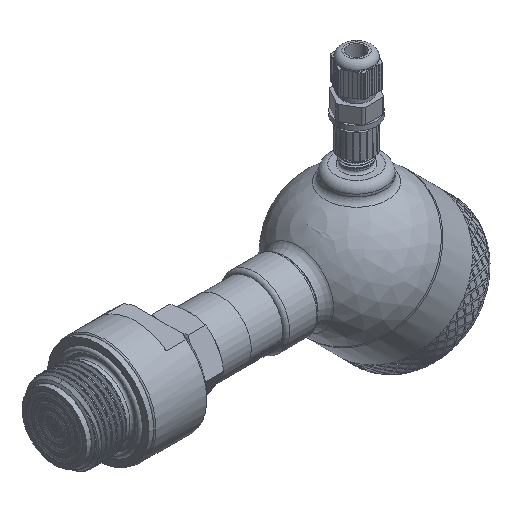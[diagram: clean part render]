
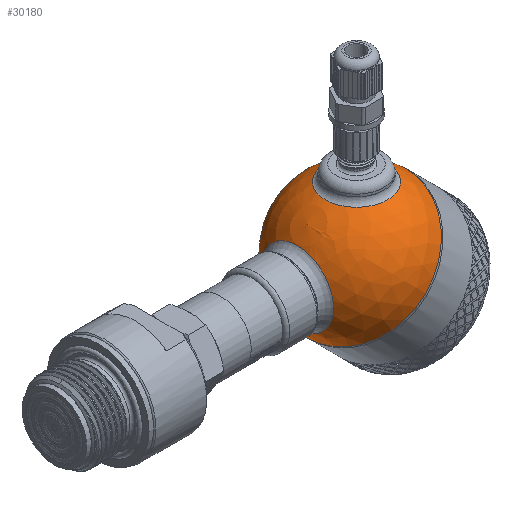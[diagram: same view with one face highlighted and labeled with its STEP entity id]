
A CAD part, isometric view. The second image highlights one B-rep face of the part: STEP entity #30180.
In plain terms, the highlighted spherical face has radius 30 mm.
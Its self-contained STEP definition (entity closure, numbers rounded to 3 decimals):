
#43=SPHERICAL_SURFACE('',#31457,30.);
#460=FACE_BOUND('',#10395,.T.);
#461=FACE_BOUND('',#10396,.T.);
#8342=FACE_OUTER_BOUND('',#10394,.T.);
#10394=EDGE_LOOP('',(#26310,#26311,#26312,#26313));
#10395=EDGE_LOOP('',(#26314));
#10396=EDGE_LOOP('',(#26315));
#11135=CIRCLE('',#31454,15.643);
#11138=CIRCLE('',#31458,30.);
#11139=CIRCLE('',#31459,30.);
#11140=CIRCLE('',#31460,30.);
#11141=CIRCLE('',#31461,13.5);
#13851=VERTEX_POINT('',#66372);
#13853=VERTEX_POINT('',#66378);
#13854=VERTEX_POINT('',#66379);
#13855=VERTEX_POINT('',#66381);
#13856=VERTEX_POINT('',#66384);
#18111=EDGE_CURVE('',#13851,#13851,#11135,.T.);
#18114=EDGE_CURVE('',#13853,#13854,#11138,.T.);
#18115=EDGE_CURVE('',#13853,#13855,#11139,.T.);
#18116=EDGE_CURVE('',#13854,#13853,#11140,.T.);
#18117=EDGE_CURVE('',#13856,#13856,#11141,.T.);
#26310=ORIENTED_EDGE('',*,*,#18114,.F.);
#26311=ORIENTED_EDGE('',*,*,#18115,.T.);
#26312=ORIENTED_EDGE('',*,*,#18115,.F.);
#26313=ORIENTED_EDGE('',*,*,#18116,.F.);
#26314=ORIENTED_EDGE('',*,*,#18111,.F.);
#26315=ORIENTED_EDGE('',*,*,#18117,.F.);
#30180=ADVANCED_FACE('',(#8342,#460,#461),#43,.T.);
#31454=AXIS2_PLACEMENT_3D('',#66373,#34427,#34428);
#31457=AXIS2_PLACEMENT_3D('',#66377,#34433,#34434);
#31458=AXIS2_PLACEMENT_3D('',#66380,#34435,#34436);
#31459=AXIS2_PLACEMENT_3D('',#66382,#34437,#34438);
#31460=AXIS2_PLACEMENT_3D('',#66383,#34439,#34440);
#31461=AXIS2_PLACEMENT_3D('',#66385,#34441,#34442);
#34427=DIRECTION('center_axis',(-0.707,0.,0.707));
#34428=DIRECTION('ref_axis',(0.707,0.,0.707));
#34433=DIRECTION('center_axis',(1.,0.,0.));
#34434=DIRECTION('ref_axis',(0.,-1.,0.));
#34435=DIRECTION('center_axis',(1.,0.,0.));
#34436=DIRECTION('ref_axis',(0.,1.,0.));
#34437=DIRECTION('center_axis',(0.,0.,1.));
#34438=DIRECTION('ref_axis',(0.,1.,0.));
#34439=DIRECTION('center_axis',(1.,0.,0.));
#34440=DIRECTION('ref_axis',(0.,1.,0.));
#34441=DIRECTION('center_axis',(-0.707,0.,-0.707));
#34442=DIRECTION('ref_axis',(-0.707,0.,0.707));
#66372=CARTESIAN_POINT('',(-29.162,0.,7.04));
#66373=CARTESIAN_POINT('Origin',(-18.101,0.,18.101));
#66377=CARTESIAN_POINT('Origin',(0.,0.,0.));
#66378=CARTESIAN_POINT('',(0.,30.,0.));
#66379=CARTESIAN_POINT('',(0.,-30.,0.));
#66380=CARTESIAN_POINT('Origin',(0.,0.,0.));
#66381=CARTESIAN_POINT('',(-30.,0.,0.));
#66382=CARTESIAN_POINT('Origin',(0.,0.,0.));
#66383=CARTESIAN_POINT('Origin',(0.,0.,0.));
#66384=CARTESIAN_POINT('',(-9.398,0.,-28.49));
#66385=CARTESIAN_POINT('Origin',(-18.944,0.,-18.944));
